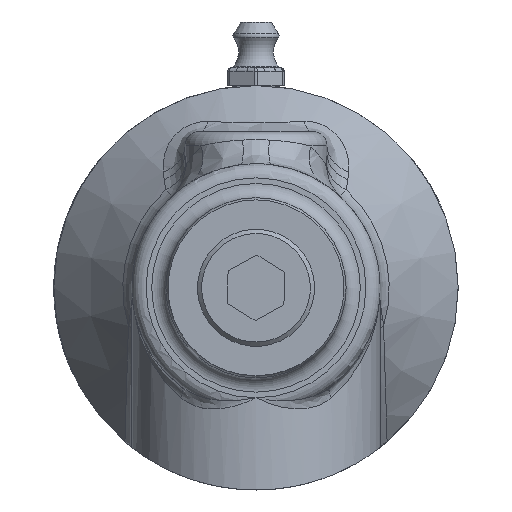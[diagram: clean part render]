
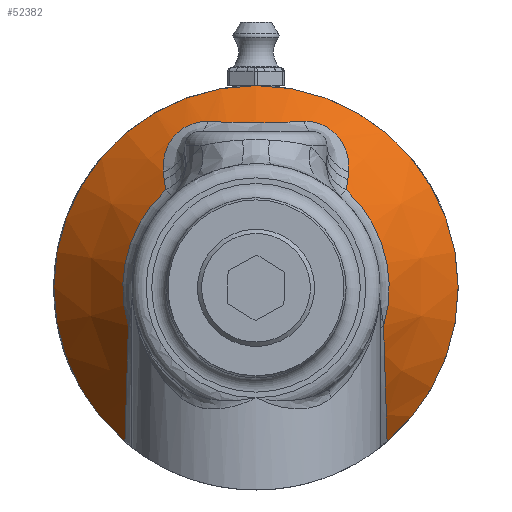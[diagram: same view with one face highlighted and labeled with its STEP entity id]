
A CAD part, left-side view. The second image highlights one B-rep face of the part: STEP entity #52382.
In plain terms, the highlighted conical face has half-angle 38 degrees and reference radius 24.369 mm.
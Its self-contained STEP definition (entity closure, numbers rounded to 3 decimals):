
#47921=CARTESIAN_POINT('',(-48.421,18.478,-21.698));
#47922=VERTEX_POINT('',#47921);
#47940=CARTESIAN_POINT('',(-48.421,-18.478,-21.698));
#47941=VERTEX_POINT('',#47940);
#47942=CARTESIAN_POINT('',(-48.421,0.0,0.0));
#47943=DIRECTION('',(-1.0,0.0,0.0));
#47944=DIRECTION('',(0.0,0.0,1.0));
#47945=AXIS2_PLACEMENT_3D('',#47942,#47943,#47944);
#47946=CIRCLE('',#47945,28.5);
#47947=EDGE_CURVE('',#47941,#47922,#47946,.T.);
#51518=CARTESIAN_POINT('',(-60.872,-17.99,-5.363));
#51519=VERTEX_POINT('',#51518);
#51520=CARTESIAN_POINT('',(-48.421,-18.478,-21.698));
#51521=CARTESIAN_POINT('',(-51.23,-18.404,-18.879));
#51522=CARTESIAN_POINT('',(-55.337,-18.269,-14.501));
#51523=CARTESIAN_POINT('',(-59.257,-18.081,-8.871));
#51524=CARTESIAN_POINT('',(-60.521,-18.01,-6.253));
#51525=CARTESIAN_POINT('',(-60.872,-17.99,-5.363));
#51526=B_SPLINE_CURVE_WITH_KNOTS('',3,(#51520,#51521,#51522,#51523,#51524,#51525),.UNSPECIFIED.,.F.,.U.,(4,1,1,4),(-2.126,-0.919,-0.306,0.0),.UNSPECIFIED.);
#51527=EDGE_CURVE('',#47941,#51519,#51526,.T.);
#52050=CARTESIAN_POINT('',(-60.872,17.99,-5.363));
#52051=VERTEX_POINT('',#52050);
#52120=CARTESIAN_POINT('',(-60.872,17.99,-5.363));
#52121=CARTESIAN_POINT('',(-60.171,18.03,-7.144));
#52122=CARTESIAN_POINT('',(-58.224,18.135,-10.539));
#52123=CARTESIAN_POINT('',(-53.946,18.316,-15.977));
#52124=CARTESIAN_POINT('',(-50.517,18.423,-19.594));
#52125=CARTESIAN_POINT('',(-48.421,18.478,-21.698));
#52126=B_SPLINE_CURVE_WITH_KNOTS('',3,(#52120,#52121,#52122,#52123,#52124,#52125),.UNSPECIFIED.,.F.,.U.,(4,1,1,4),(-2.35,-1.738,-1.125,-0.224),.UNSPECIFIED.);
#52127=EDGE_CURVE('',#52051,#47922,#52126,.T.);
#52148=CARTESIAN_POINT('',(-60.872,12.72,13.806));
#52149=VERTEX_POINT('',#52148);
#52157=CARTESIAN_POINT('',(-60.872,0.0,0.0));
#52158=DIRECTION('',(1.0,0.0,0.0));
#52159=DIRECTION('',(0.0,1.0,0.0));
#52160=AXIS2_PLACEMENT_3D('',#52157,#52158,#52159);
#52161=CIRCLE('',#52160,18.772);
#52162=EDGE_CURVE('',#52051,#52149,#52161,.T.);
#52282=CARTESIAN_POINT('',(-60.872,-12.72,13.806));
#52283=VERTEX_POINT('',#52282);
#52284=CARTESIAN_POINT('',(-60.872,0.0,0.0));
#52285=DIRECTION('',(1.0,0.0,0.0));
#52286=DIRECTION('',(0.0,1.0,0.0));
#52287=AXIS2_PLACEMENT_3D('',#52284,#52285,#52286);
#52288=CIRCLE('',#52287,18.772);
#52289=EDGE_CURVE('',#52283,#51519,#52288,.T.);
#52302=CARTESIAN_POINT('',(-53.707,0.0,0.0));
#52303=DIRECTION('',(1.0,0.0,0.0));
#52304=DIRECTION('',(0.0,1.0,0.0));
#52305=AXIS2_PLACEMENT_3D('',#52302,#52303,#52304);
#52306=CONICAL_SURFACE('',#52305,24.37,38.);
#52307=ORIENTED_EDGE('',*,*,#52127,.F.);
#52308=ORIENTED_EDGE('',*,*,#52162,.T.);
#52309=CARTESIAN_POINT('',(-59.306,12.94,15.244));
#52310=VERTEX_POINT('',#52309);
#52311=CARTESIAN_POINT('',(-59.306,12.94,15.244));
#52312=CARTESIAN_POINT('',(-59.819,12.891,14.76));
#52313=CARTESIAN_POINT('',(-60.342,12.818,14.278));
#52314=CARTESIAN_POINT('',(-60.872,12.72,13.806));
#52315=B_SPLINE_CURVE_WITH_KNOTS('',3,(#52311,#52312,#52313,#52314),.UNSPECIFIED.,.F.,.U.,(4,4),(0.0,0.221),.UNSPECIFIED.);
#52316=EDGE_CURVE('',#52310,#52149,#52315,.T.);
#52317=ORIENTED_EDGE('',*,*,#52316,.F.);
#52318=CARTESIAN_POINT('',(-58.168,13.046,16.308));
#52319=VERTEX_POINT('',#52318);
#52320=CARTESIAN_POINT('',(-58.168,13.046,16.308));
#52321=CARTESIAN_POINT('',(-58.55,13.012,15.954));
#52322=CARTESIAN_POINT('',(-58.929,12.977,15.599));
#52323=CARTESIAN_POINT('',(-59.306,12.94,15.244));
#52324=B_SPLINE_CURVE_WITH_KNOTS('',3,(#52320,#52321,#52322,#52323),.UNSPECIFIED.,.F.,.U.,(4,4),(-0.162,0.0),.UNSPECIFIED.);
#52325=EDGE_CURVE('',#52319,#52310,#52324,.T.);
#52326=ORIENTED_EDGE('',*,*,#52325,.F.);
#52327=CARTESIAN_POINT('',(-53.678,6.701,23.454));
#52328=VERTEX_POINT('',#52327);
#52329=CARTESIAN_POINT('',(-53.678,6.701,23.454));
#52330=CARTESIAN_POINT('',(-53.232,7.779,23.508));
#52331=CARTESIAN_POINT('',(-52.959,9.518,23.117));
#52332=CARTESIAN_POINT('',(-53.724,11.751,21.379));
#52333=CARTESIAN_POINT('',(-55.418,13.015,19.049));
#52334=CARTESIAN_POINT('',(-57.218,13.132,17.19));
#52335=CARTESIAN_POINT('',(-58.168,13.046,16.308));
#52336=B_SPLINE_CURVE_WITH_KNOTS('',3,(#52329,#52330,#52331,#52332,#52333,#52334,#52335),.UNSPECIFIED.,.F.,.U.,(4,1,1,1,4),(0.0,0.403,0.605,1.008,1.411),.UNSPECIFIED.);
#52337=EDGE_CURVE('',#52328,#52319,#52336,.T.);
#52338=ORIENTED_EDGE('',*,*,#52337,.F.);
#52339=CARTESIAN_POINT('',(-53.678,-6.701,23.454));
#52340=VERTEX_POINT('',#52339);
#52341=CARTESIAN_POINT('',(-53.678,-6.701,23.454));
#52342=CARTESIAN_POINT('',(-54.707,-4.213,23.328));
#52343=CARTESIAN_POINT('',(-55.645,0.314,23.2));
#52344=CARTESIAN_POINT('',(-54.45,4.835,23.36));
#52345=CARTESIAN_POINT('',(-53.678,6.701,23.454));
#52346=B_SPLINE_CURVE_WITH_KNOTS('',3,(#52341,#52342,#52343,#52344,#52345),.UNSPECIFIED.,.F.,.U.,(4,1,4),(-1.629,-0.698,0.0),.UNSPECIFIED.);
#52347=EDGE_CURVE('',#52340,#52328,#52346,.T.);
#52348=ORIENTED_EDGE('',*,*,#52347,.F.);
#52349=CARTESIAN_POINT('',(-58.168,-13.046,16.308));
#52350=VERTEX_POINT('',#52349);
#52351=CARTESIAN_POINT('',(-58.168,-13.046,16.308));
#52352=CARTESIAN_POINT('',(-57.218,-13.132,17.19));
#52353=CARTESIAN_POINT('',(-55.424,-13.012,19.043));
#52354=CARTESIAN_POINT('',(-53.371,-11.505,21.861));
#52355=CARTESIAN_POINT('',(-52.954,-8.932,23.359));
#52356=CARTESIAN_POINT('',(-53.455,-7.24,23.481));
#52357=CARTESIAN_POINT('',(-53.678,-6.701,23.454));
#52358=B_SPLINE_CURVE_WITH_KNOTS('',3,(#52351,#52352,#52353,#52354,#52355,#52356,#52357),.UNSPECIFIED.,.F.,.U.,(4,1,1,1,4),(0.0,0.403,0.806,1.21,1.411),.UNSPECIFIED.);
#52359=EDGE_CURVE('',#52350,#52340,#52358,.T.);
#52360=ORIENTED_EDGE('',*,*,#52359,.F.);
#52361=CARTESIAN_POINT('',(-59.306,-12.94,15.244));
#52362=VERTEX_POINT('',#52361);
#52363=CARTESIAN_POINT('',(-59.306,-12.94,15.244));
#52364=CARTESIAN_POINT('',(-58.929,-12.977,15.599));
#52365=CARTESIAN_POINT('',(-58.55,-13.012,15.954));
#52366=CARTESIAN_POINT('',(-58.168,-13.046,16.308));
#52367=B_SPLINE_CURVE_WITH_KNOTS('',3,(#52363,#52364,#52365,#52366),.UNSPECIFIED.,.F.,.U.,(4,4),(-0.162,0.),.UNSPECIFIED.);
#52368=EDGE_CURVE('',#52362,#52350,#52367,.T.);
#52369=ORIENTED_EDGE('',*,*,#52368,.F.);
#52370=CARTESIAN_POINT('',(-60.872,-12.72,13.806));
#52371=CARTESIAN_POINT('',(-60.342,-12.818,14.278));
#52372=CARTESIAN_POINT('',(-59.819,-12.891,14.76));
#52373=CARTESIAN_POINT('',(-59.306,-12.94,15.244));
#52374=B_SPLINE_CURVE_WITH_KNOTS('',3,(#52370,#52371,#52372,#52373),.UNSPECIFIED.,.F.,.U.,(4,4),(-0.221,0.),.UNSPECIFIED.);
#52375=EDGE_CURVE('',#52283,#52362,#52374,.T.);
#52376=ORIENTED_EDGE('',*,*,#52375,.F.);
#52377=ORIENTED_EDGE('',*,*,#52289,.T.);
#52378=ORIENTED_EDGE('',*,*,#51527,.F.);
#52379=ORIENTED_EDGE('',*,*,#47947,.T.);
#52380=EDGE_LOOP('',(#52307,#52308,#52317,#52326,#52338,#52348,#52360,#52369,#52376,#52377,#52378,#52379));
#52381=FACE_OUTER_BOUND('',#52380,.T.);
#52382=ADVANCED_FACE('',(#52381),#52306,.T.);
